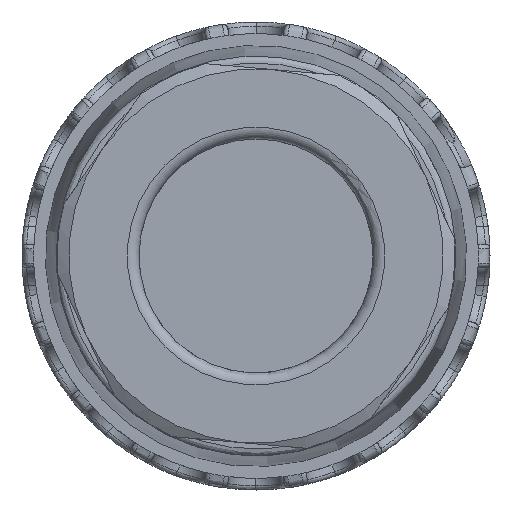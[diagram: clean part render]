
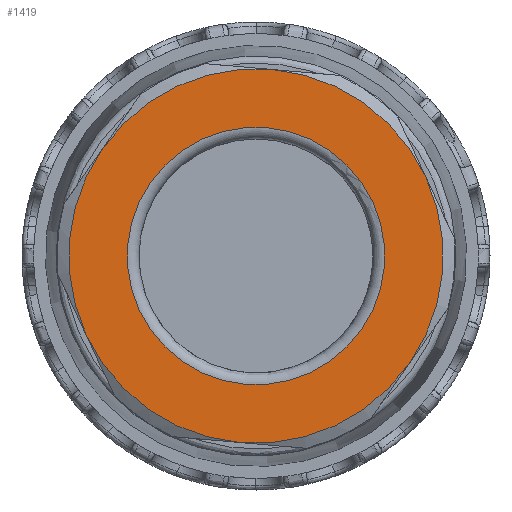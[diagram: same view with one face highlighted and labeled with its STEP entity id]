
A CAD part, front view. The second image highlights one B-rep face of the part: STEP entity #1419.
In plain terms, the highlighted planar face has unit normal (0, -1, 0).
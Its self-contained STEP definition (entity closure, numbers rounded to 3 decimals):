
#1419=ADVANCED_FACE('',(#2143,#2144),#1755,.T.);
#1755=PLANE('',#6156);
#2143=FACE_BOUND('',#2241,.T.);
#2144=FACE_BOUND('',#2242,.T.);
#2241=EDGE_LOOP('',(#2715));
#2242=EDGE_LOOP('',(#2716,#2717,#2718,#2719,#2720,#2721));
#2715=ORIENTED_EDGE('',*,*,#4992,.T.);
#2716=ORIENTED_EDGE('',*,*,#4963,.T.);
#2717=ORIENTED_EDGE('',*,*,#4965,.T.);
#2718=ORIENTED_EDGE('',*,*,#4973,.T.);
#2719=ORIENTED_EDGE('',*,*,#4977,.T.);
#2720=ORIENTED_EDGE('',*,*,#4983,.T.);
#2721=ORIENTED_EDGE('',*,*,#4989,.T.);
#4394=VERTEX_POINT('',#8173);
#4395=VERTEX_POINT('',#8175);
#4396=VERTEX_POINT('',#8182);
#4399=VERTEX_POINT('',#8206);
#4402=VERTEX_POINT('',#8216);
#4405=VERTEX_POINT('',#8233);
#4408=VERTEX_POINT('',#8260);
#4963=EDGE_CURVE('',#4395,#4394,#5820,.T.);
#4965=EDGE_CURVE('',#4394,#4396,#5821,.T.);
#4973=EDGE_CURVE('',#4396,#4399,#5823,.T.);
#4977=EDGE_CURVE('',#4399,#4402,#5825,.T.);
#4983=EDGE_CURVE('',#4402,#4405,#5827,.T.);
#4989=EDGE_CURVE('',#4405,#4395,#5829,.T.);
#4992=EDGE_CURVE('',#4408,#4408,#5830,.T.);
#5820=CIRCLE('',#6135,8.);
#5821=CIRCLE('',#6137,8.);
#5823=CIRCLE('',#6141,8.);
#5825=CIRCLE('',#6145,8.);
#5827=CIRCLE('',#6149,8.);
#5829=CIRCLE('',#6153,8.);
#5830=CIRCLE('',#6155,5.5);
#6135=AXIS2_PLACEMENT_3D('',#8174,#6755,#6756);
#6137=AXIS2_PLACEMENT_3D('',#8181,#6759,#6760);
#6141=AXIS2_PLACEMENT_3D('',#8207,#6769,#6770);
#6145=AXIS2_PLACEMENT_3D('',#8215,#6779,#6780);
#6149=AXIS2_PLACEMENT_3D('',#8232,#6789,#6790);
#6153=AXIS2_PLACEMENT_3D('',#8249,#6799,#6800);
#6155=AXIS2_PLACEMENT_3D('',#8259,#6803,#6804);
#6156=AXIS2_PLACEMENT_3D('',#8261,#6805,#6806);
#6755=DIRECTION('',(0.,-1.,0.));
#6756=DIRECTION('',(0.996,0.,-0.087));
#6759=DIRECTION('',(0.,-1.,0.));
#6760=DIRECTION('',(0.996,0.,-0.087));
#6769=DIRECTION('',(0.,-1.,0.));
#6770=DIRECTION('',(0.996,0.,-0.087));
#6779=DIRECTION('',(0.,-1.,0.));
#6780=DIRECTION('',(0.996,0.,-0.087));
#6789=DIRECTION('',(0.,-1.,0.));
#6790=DIRECTION('',(0.996,0.,-0.087));
#6799=DIRECTION('',(0.,-1.,0.));
#6800=DIRECTION('',(0.996,0.,-0.087));
#6803=DIRECTION('',(0.,1.,0.));
#6804=DIRECTION('',(0.996,0.,-0.087));
#6805=DIRECTION('',(0.,-1.,0.));
#6806=DIRECTION('',(0.996,0.,-0.087));
#8173=CARTESIAN_POINT('',(0.697,-31.773,7.97));
#8174=CARTESIAN_POINT('',(0.,-31.773,0.));
#8175=CARTESIAN_POINT('',(7.25,-31.773,3.381));
#8181=CARTESIAN_POINT('',(0.,-31.773,0.));
#8182=CARTESIAN_POINT('',(-6.553,-31.773,4.589));
#8206=CARTESIAN_POINT('',(-7.25,-31.773,-3.381));
#8207=CARTESIAN_POINT('',(0.,-31.773,0.));
#8215=CARTESIAN_POINT('',(0.,-31.773,0.));
#8216=CARTESIAN_POINT('',(-0.697,-31.773,-7.97));
#8232=CARTESIAN_POINT('',(0.,-31.773,0.));
#8233=CARTESIAN_POINT('',(6.553,-31.773,-4.589));
#8249=CARTESIAN_POINT('',(0.,-31.773,0.));
#8259=CARTESIAN_POINT('',(0.,-31.773,0.));
#8260=CARTESIAN_POINT('',(5.479,-31.773,-0.479));
#8261=CARTESIAN_POINT('',(-8.468,-31.773,0.741));
